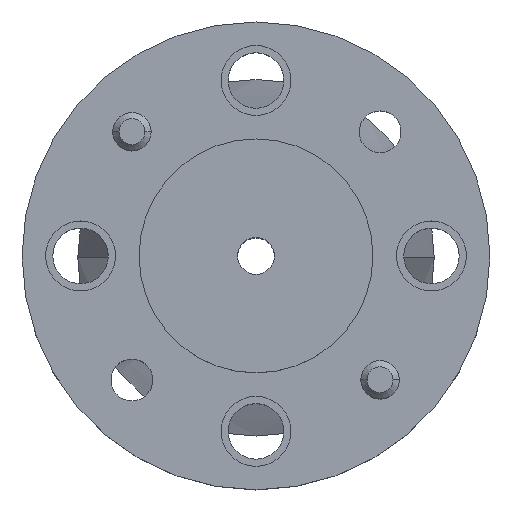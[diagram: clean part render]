
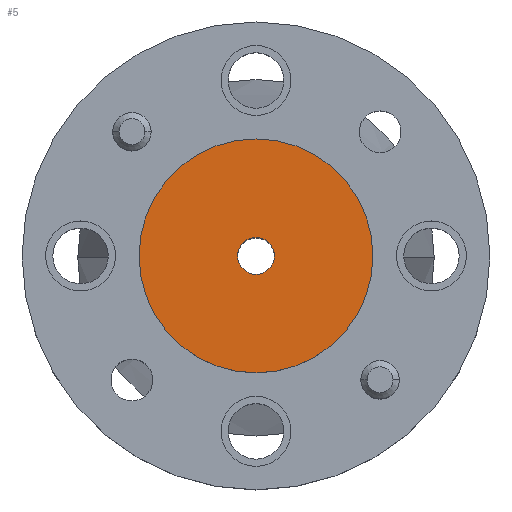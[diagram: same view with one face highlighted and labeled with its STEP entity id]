
A CAD part, top view. The second image highlights one B-rep face of the part: STEP entity #5.
In plain terms, the highlighted planar face has unit normal (0, 0, 1).
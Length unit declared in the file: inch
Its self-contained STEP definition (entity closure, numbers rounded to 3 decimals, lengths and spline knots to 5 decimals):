
#5 = ADVANCED_FACE ( 'NONE', ( #1720, #455 ), #927, .T. ) ;
#41 = AXIS2_PLACEMENT_3D ( 'NONE', #188, #170, #1531 ) ;
#94 = ORIENTED_EDGE ( 'NONE', *, *, #1203, .F. ) ;
#137 = CARTESIAN_POINT ( 'NONE',  ( 0., 0., 0.037 ) ) ;
#170 = DIRECTION ( 'NONE',  ( 0., 0., 1. ) ) ;
#188 = CARTESIAN_POINT ( 'NONE',  ( 0., 0., 0.037 ) ) ;
#208 = AXIS2_PLACEMENT_3D ( 'NONE', #1366, #601, #1965 ) ;
#219 = CARTESIAN_POINT ( 'NONE',  ( 0., 0., 0.037 ) ) ;
#283 = EDGE_CURVE ( 'NONE', #597, #1679, #1946, .T. ) ;
#342 = CIRCLE ( 'NONE', #564, 0.0295 ) ;
#393 = VERTEX_POINT ( 'NONE', #1680 ) ;
#408 = CARTESIAN_POINT ( 'NONE',  ( -0.1875, 0., 0.037 ) ) ;
#452 = ORIENTED_EDGE ( 'NONE', *, *, #1122, .T. ) ;
#455 = FACE_OUTER_BOUND ( 'NONE', #1550, .T. ) ;
#465 = DIRECTION ( 'NONE',  ( 0., 0., 1. ) ) ;
#512 = AXIS2_PLACEMENT_3D ( 'NONE', #137, #1782, #1630 ) ;
#544 = DIRECTION ( 'NONE',  ( 1., 0., 0. ) ) ;
#564 = AXIS2_PLACEMENT_3D ( 'NONE', #219, #1287, #544 ) ;
#579 = CARTESIAN_POINT ( 'NONE',  ( 0.0295, 0., 0.037 ) ) ;
#597 = VERTEX_POINT ( 'NONE', #1237 ) ;
#601 = DIRECTION ( 'NONE',  ( 0., 0., 1. ) ) ;
#622 = CIRCLE ( 'NONE', #208, 0.0295 ) ;
#629 = ORIENTED_EDGE ( 'NONE', *, *, #283, .T. ) ;
#651 = DIRECTION ( 'NONE',  ( 1., 0., 0. ) ) ;
#708 = ORIENTED_EDGE ( 'NONE', *, *, #972, .F. ) ;
#722 = CIRCLE ( 'NONE', #1860, 0.1875 ) ;
#927 = PLANE ( 'NONE',  #41 ) ;
#972 = EDGE_CURVE ( 'NONE', #1640, #393, #622, .T. ) ;
#1122 = EDGE_CURVE ( 'NONE', #1679, #597, #722, .T. ) ;
#1203 = EDGE_CURVE ( 'NONE', #393, #1640, #342, .T. ) ;
#1237 = CARTESIAN_POINT ( 'NONE',  ( 0.1875, 0., 0.037 ) ) ;
#1287 = DIRECTION ( 'NONE',  ( 0., 0., 1. ) ) ;
#1366 = CARTESIAN_POINT ( 'NONE',  ( 0., 0., 0.037 ) ) ;
#1531 = DIRECTION ( 'NONE',  ( 1., 0., 0. ) ) ;
#1550 = EDGE_LOOP ( 'NONE', ( #452, #629 ) ) ;
#1630 = DIRECTION ( 'NONE',  ( 1., 0., 0. ) ) ;
#1640 = VERTEX_POINT ( 'NONE', #579 ) ;
#1679 = VERTEX_POINT ( 'NONE', #408 ) ;
#1680 = CARTESIAN_POINT ( 'NONE',  ( -0.0295, 0., 0.037 ) ) ;
#1720 = FACE_BOUND ( 'NONE', #1857, .T. ) ;
#1782 = DIRECTION ( 'NONE',  ( 0., 0., 1. ) ) ;
#1852 = CARTESIAN_POINT ( 'NONE',  ( 0., 0., 0.037 ) ) ;
#1857 = EDGE_LOOP ( 'NONE', ( #708, #94 ) ) ;
#1860 = AXIS2_PLACEMENT_3D ( 'NONE', #1852, #465, #651 ) ;
#1946 = CIRCLE ( 'NONE', #512, 0.1875 ) ;
#1965 = DIRECTION ( 'NONE',  ( 1., 0., 0. ) ) ;
